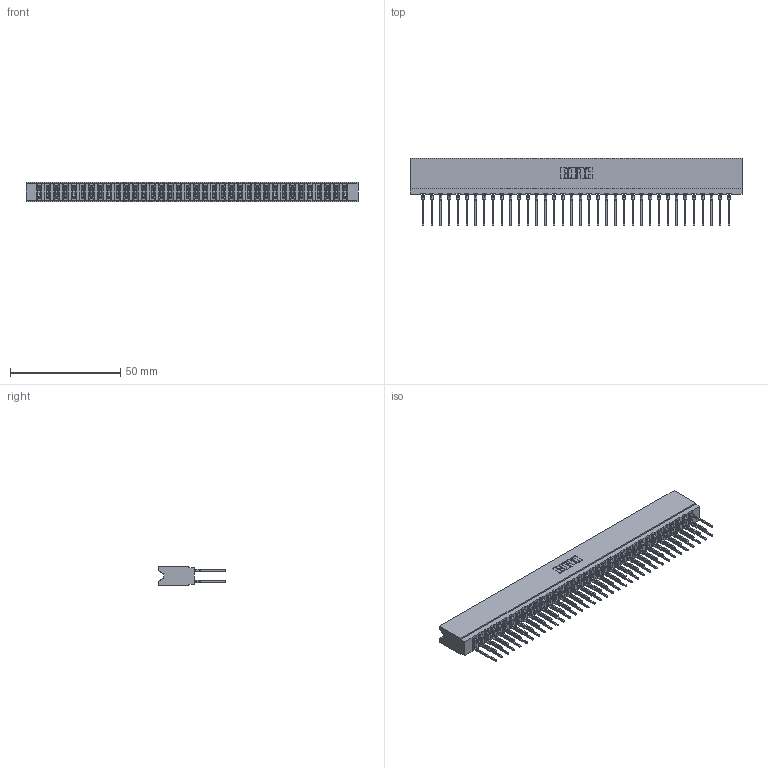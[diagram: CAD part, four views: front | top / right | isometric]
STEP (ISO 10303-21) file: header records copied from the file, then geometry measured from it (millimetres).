
FILE_DESCRIPTION (( 'STEP AP203' ), '1' );
FILE_NAME ('737-072-545-206.STEP', '2026-03-06T01:22:33', ( '' ), ( '' ), 'SwSTEP 2.0', 'SolidWorks 2023', '' );
FILE_SCHEMA (( 'CONFIG_CONTROL_DESIGN' ));
Length unit declared in the file: millimetre
Products named in the file (3): 737-072-545-206; 745-292-001_545; 737 Part_Insulator Option - 06
Assembly tree (73 placements, depth 2):
  737-072-545-206
    737 Part_Insulator Option - 06
    745-292-001_545  x72
Bounding box: 150.52 x 30.62 x 8.89 mm (x, y, z)
Volume: 15086.9 mm3; surface area: 23400.4 mm2
Topology: 73 solids, 73 shells, 6575 faces, 17681 edges, 11114 vertices
Faces by surface type: plane 3403, bspline 1440, cylinder 1300, torus 432
Entity records: 62601 total; most frequent: CARTESIAN_POINT 11372, ORIENTED_EDGE 10796, DIRECTION 9428, EDGE_CURVE 5398, LINE 5000, VECTOR 5000, VERTEX_POINT 3446, AXIS2_PLACEMENT_3D 2214
